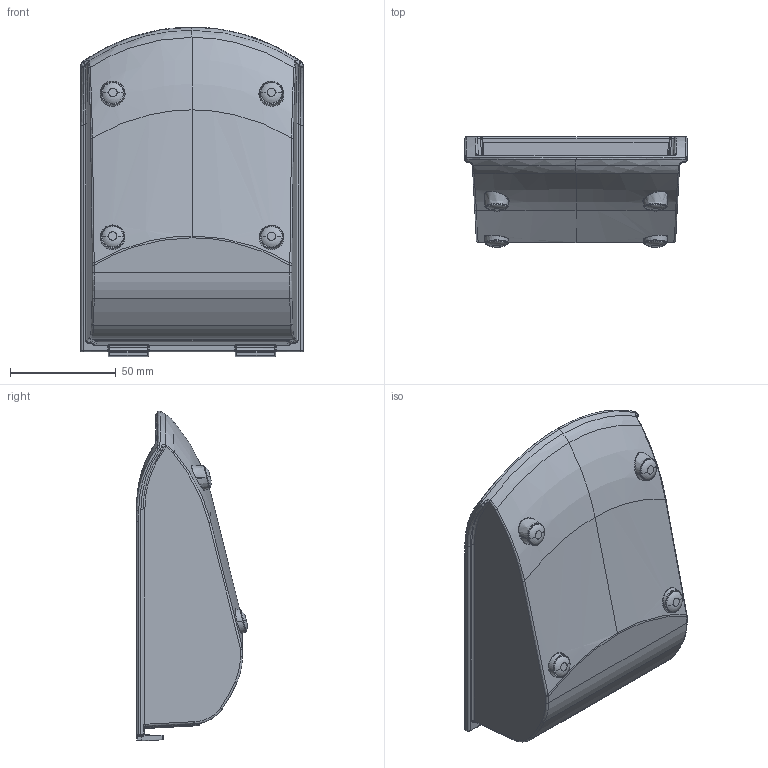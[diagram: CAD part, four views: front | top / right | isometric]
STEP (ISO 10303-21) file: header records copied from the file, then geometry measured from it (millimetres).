
FILE_DESCRIPTION (( 'STEP AP214' ), '1' );
FILE_NAME ('Accessories for aluminium profiles061MGT2D391H.SLDASM.step', '2017-06-06T07:24:28', ( '' ), ( '' ), 'SwSTEP 2.0', 'SolidWorks 2017', '' );
FILE_SCHEMA (( 'AUTOMOTIVE_DESIGN' ));
Length unit declared in the file: millimetre
Products named in the file (5): 061MGT2D391HR01_061MGT2D391HR01; Accessories for aluminium profiles061MGT2D391H.SLDASM; 061ML22_061ML22; 340ME489_340ME489; 340ME488_340ME488
Assembly tree (7 placements, depth 2):
  Accessories for aluminium profiles061MGT2D391H.SLDASM
    061MGT2D391HR01_061MGT2D391HR01
    340ME488_340ME488  x4
    340ME489_340ME489
    061ML22_061ML22
Bounding box: 105 x 52.33 x 155.8 mm (x, y, z)
Volume: 88851 mm3; surface area: 69568.3 mm2
Topology: 7 solids, 7 shells, 814 faces, 1937 edges, 1100 vertices
Faces by surface type: bspline 303, cylinder 293, plane 139, sphere 47, cone 22, torus 10
Entity records: 35329 total; most frequent: CARTESIAN_POINT 19814, ORIENTED_EDGE 3694, DIRECTION 2524, EDGE_CURVE 1847, VERTEX_POINT 1082, AXIS2_PLACEMENT_3D 947, EDGE_LOOP 819, ADVANCED_FACE 796
